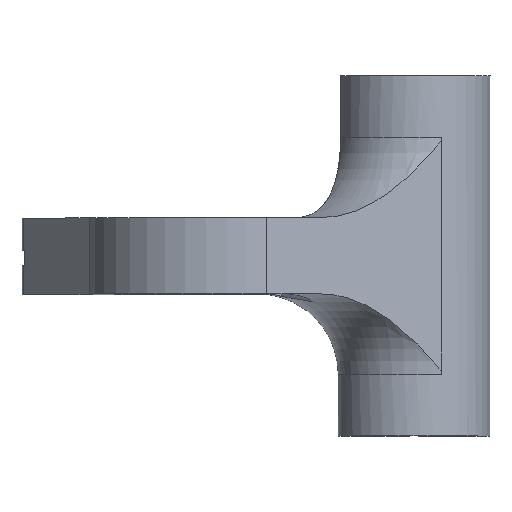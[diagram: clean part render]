
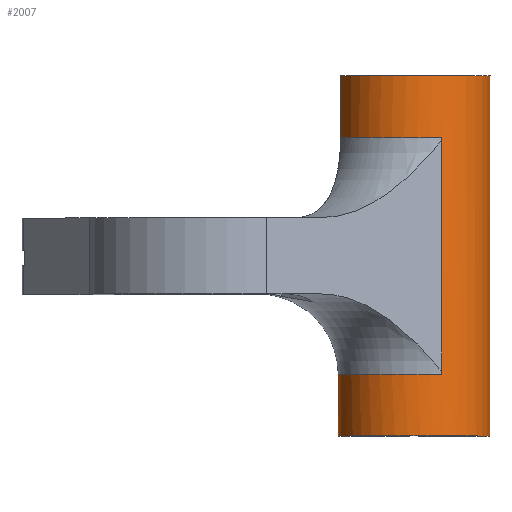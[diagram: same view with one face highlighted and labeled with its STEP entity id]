
A CAD part, top view. The second image highlights one B-rep face of the part: STEP entity #2007.
In plain terms, the highlighted cylindrical face has radius 9.5 mm (diameter 19 mm), a partial arc.
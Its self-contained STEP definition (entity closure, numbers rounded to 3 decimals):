
#88=LINE('',#3196,#268);
#95=LINE('',#3270,#275);
#135=LINE('',#3520,#315);
#136=LINE('',#3523,#316);
#268=VECTOR('',#2390,10.);
#275=VECTOR('',#2425,10.);
#315=VECTOR('',#2559,10.);
#316=VECTOR('',#2562,10.);
#513=FACE_OUTER_BOUND('',#637,.T.);
#637=EDGE_LOOP('',(#1572,#1573,#1574,#1575,#1576,#1577,#1578,#1579));
#781=CIRCLE('',#2179,9.5);
#784=CIRCLE('',#2187,9.5);
#785=CIRCLE('',#2188,9.5);
#786=CIRCLE('',#2189,9.5);
#880=VERTEX_POINT('',#3121);
#883=VERTEX_POINT('',#3194);
#895=VERTEX_POINT('',#3267);
#896=VERTEX_POINT('',#3269);
#959=VERTEX_POINT('',#3432);
#968=VERTEX_POINT('',#3517);
#969=VERTEX_POINT('',#3519);
#970=VERTEX_POINT('',#3521);
#1094=EDGE_CURVE('',#883,#880,#88,.T.);
#1113=EDGE_CURVE('',#895,#896,#95,.T.);
#1181=EDGE_CURVE('',#880,#959,#781,.T.);
#1198=EDGE_CURVE('',#896,#883,#784,.T.);
#1199=EDGE_CURVE('',#968,#895,#785,.T.);
#1200=EDGE_CURVE('',#968,#969,#135,.T.);
#1201=EDGE_CURVE('',#970,#969,#786,.T.);
#1202=EDGE_CURVE('',#970,#959,#136,.T.);
#1572=ORIENTED_EDGE('',*,*,#1094,.F.);
#1573=ORIENTED_EDGE('',*,*,#1198,.F.);
#1574=ORIENTED_EDGE('',*,*,#1113,.F.);
#1575=ORIENTED_EDGE('',*,*,#1199,.F.);
#1576=ORIENTED_EDGE('',*,*,#1200,.T.);
#1577=ORIENTED_EDGE('',*,*,#1201,.F.);
#1578=ORIENTED_EDGE('',*,*,#1202,.T.);
#1579=ORIENTED_EDGE('',*,*,#1181,.F.);
#1949=CYLINDRICAL_SURFACE('',#2186,9.5);
#2007=ADVANCED_FACE('',(#513),#1949,.T.);
#2179=AXIS2_PLACEMENT_3D('',#3433,#2532,#2533);
#2186=AXIS2_PLACEMENT_3D('',#3515,#2553,#2554);
#2187=AXIS2_PLACEMENT_3D('',#3516,#2555,#2556);
#2188=AXIS2_PLACEMENT_3D('',#3518,#2557,#2558);
#2189=AXIS2_PLACEMENT_3D('',#3522,#2560,#2561);
#2390=DIRECTION('',(0.,1.,0.));
#2425=DIRECTION('',(0.,-1.,0.));
#2532=DIRECTION('center_axis',(0.,1.,0.));
#2533=DIRECTION('ref_axis',(-0.995,0.,0.1));
#2553=DIRECTION('center_axis',(0.,1.,0.));
#2554=DIRECTION('ref_axis',(0.,0.,1.));
#2555=DIRECTION('center_axis',(0.,-1.,0.));
#2556=DIRECTION('ref_axis',(1.,0.,0.));
#2557=DIRECTION('center_axis',(0.,1.,0.));
#2558=DIRECTION('ref_axis',(1.,0.,0.));
#2559=DIRECTION('',(0.,-1.,0.));
#2560=DIRECTION('center_axis',(0.,-1.,0.));
#2561=DIRECTION('ref_axis',(-0.995,0.,0.1));
#2562=DIRECTION('',(0.,-1.,0.));
#3121=CARTESIAN_POINT('',(201.084,-17.525,-89.503));
#3194=CARTESIAN_POINT('',(201.084,-25.263,-89.503));
#3196=CARTESIAN_POINT('',(201.084,0.,-89.503));
#3267=CARTESIAN_POINT('',(212.734,19.738,-89.503));
#3269=CARTESIAN_POINT('',(212.734,-25.263,-89.503));
#3270=CARTESIAN_POINT('',(212.734,0.,-89.503));
#3432=CARTESIAN_POINT('',(210.382,-17.525,-73.156));
#3433=CARTESIAN_POINT('Origin',(206.909,-17.525,-81.999));
#3515=CARTESIAN_POINT('Origin',(206.909,0.,-81.999));
#3516=CARTESIAN_POINT('Origin',(206.909,-25.263,-81.999));
#3517=CARTESIAN_POINT('',(197.724,19.738,-79.573));
#3518=CARTESIAN_POINT('Origin',(206.909,19.738,-81.999));
#3519=CARTESIAN_POINT('',(197.724,12.,-79.573));
#3520=CARTESIAN_POINT('',(197.724,2.,-79.573));
#3521=CARTESIAN_POINT('',(210.382,12.,-73.156));
#3522=CARTESIAN_POINT('Origin',(206.909,12.,-81.999));
#3523=CARTESIAN_POINT('',(210.382,0.,-73.156));
